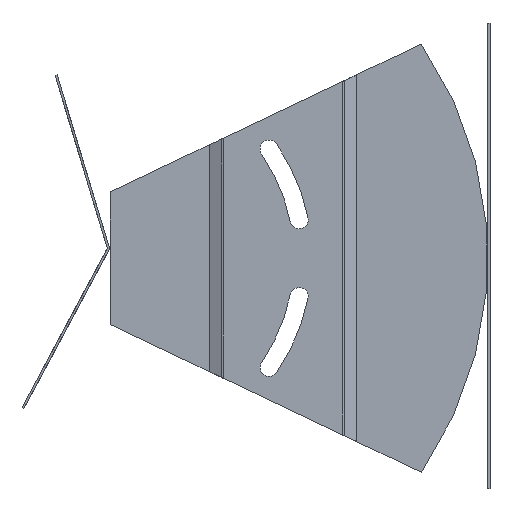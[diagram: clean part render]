
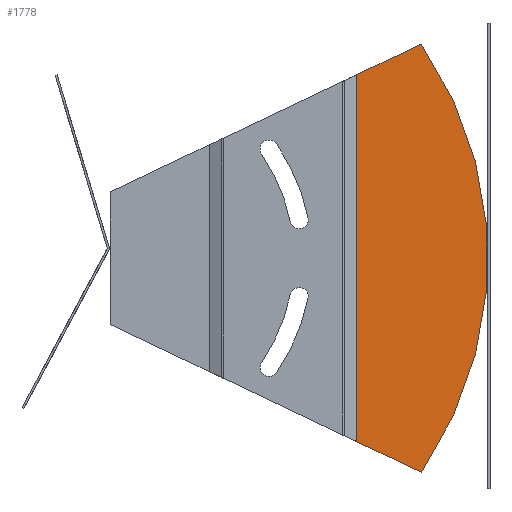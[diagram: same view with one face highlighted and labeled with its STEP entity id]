
A CAD part, front view. The second image highlights one B-rep face of the part: STEP entity #1778.
In plain terms, the highlighted face is planar.
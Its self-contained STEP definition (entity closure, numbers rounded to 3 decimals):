
#57 = ORIENTED_EDGE ( 'NONE', *, *, #4099, .T. ) ;
#58 = ORIENTED_EDGE ( 'NONE', *, *, #4098, .T. ) ;
#59 = ORIENTED_EDGE ( 'NONE', *, *, #4100, .T. ) ;
#60 = ORIENTED_EDGE ( 'NONE', *, *, #4101, .T. ) ;
#391 = EDGE_LOOP ( 'NONE', ( #57, #58, #59, #60 ) ) ;
#1275 = FACE_OUTER_BOUND ( 'NONE', #391, .T. ) ;
#1337 = LINE ( 'NONE', #2683, #1379 ) ;
#1374 = LINE ( 'NONE', #2717, #1377 ) ;
#1377 = VECTOR ( 'NONE', #2719, 1000. ) ;
#1378 = CIRCLE ( 'NONE', #2878, 146. ) ;
#1379 = VECTOR ( 'NONE', #2720, 1000. ) ;
#1380 = LINE ( 'NONE', #2718, #1382 ) ;
#1382 = VECTOR ( 'NONE', #2681, 1000. ) ;
#1778 = ADVANCED_FACE ( 'NONE', ( #1275 ), #2553, .F. ) ;
#2549 = CARTESIAN_POINT ( 'NONE',  ( 0.8, 95.307, 200. ) ) ;
#2553 = PLANE ( 'NONE',  #2844 ) ;
#2555 = DIRECTION ( 'NONE',  ( -1., 0., 0. ) ) ;
#2556 = DIRECTION ( 'NONE',  ( 0., 0., 1. ) ) ;
#2681 = DIRECTION ( 'NONE',  ( 0., -0.903, -0.429 ) ) ;
#2683 = CARTESIAN_POINT ( 'NONE',  ( 0.8, 95.307, 200. ) ) ;
#2717 = CARTESIAN_POINT ( 'NONE',  ( 0.8, -9.736, -21.023 ) ) ;
#2718 = CARTESIAN_POINT ( 'NONE',  ( 0.8, 145.34, 94.724 ) ) ;
#2719 = DIRECTION ( 'NONE',  ( 0., 0.903, -0.429 ) ) ;
#2720 = DIRECTION ( 'NONE',  ( 0., 0., -1. ) ) ;
#2723 = CARTESIAN_POINT ( 'NONE',  ( 0.8, 0., 0. ) ) ;
#2724 = DIRECTION ( 'NONE',  ( 1., 0., 0. ) ) ;
#2725 = DIRECTION ( 'NONE',  ( 0., 0., 1. ) ) ;
#2844 = AXIS2_PLACEMENT_3D ( 'NONE', #2549, #2555, #2556 ) ;
#2878 = AXIS2_PLACEMENT_3D ( 'NONE', #2723, #2724, #2725 ) ;
#3592 = CARTESIAN_POINT ( 'NONE',  ( 0.8, 120.25, 82.8 ) ) ;
#3593 = CARTESIAN_POINT ( 'NONE',  ( 0.8, 120.25, -82.8 ) ) ;
#3613 = CARTESIAN_POINT ( 'NONE',  ( 0.8, 95.307, 70.945 ) ) ;
#3630 = CARTESIAN_POINT ( 'NONE',  ( 0.8, 95.307, -70.945 ) ) ;
#4098 = EDGE_CURVE ( 'NONE', #4382, #4345, #1374, .T. ) ;
#4099 = EDGE_CURVE ( 'NONE', #4365, #4382, #1337, .T. ) ;
#4100 = EDGE_CURVE ( 'NONE', #4345, #4344, #1378, .T. ) ;
#4101 = EDGE_CURVE ( 'NONE', #4344, #4365, #1380, .T. ) ;
#4344 = VERTEX_POINT ( 'NONE', #3592 ) ;
#4345 = VERTEX_POINT ( 'NONE', #3593 ) ;
#4365 = VERTEX_POINT ( 'NONE', #3613 ) ;
#4382 = VERTEX_POINT ( 'NONE', #3630 ) ;
